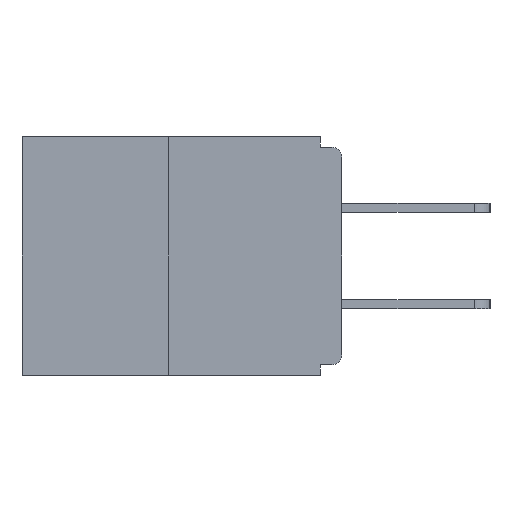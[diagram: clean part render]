
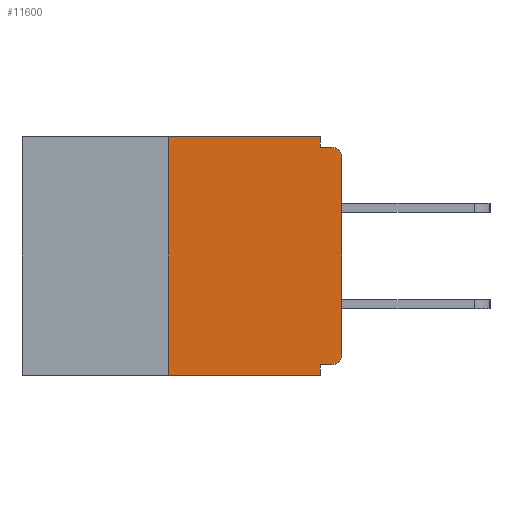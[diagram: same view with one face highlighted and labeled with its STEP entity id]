
A CAD part, left-side view. The second image highlights one B-rep face of the part: STEP entity #11600.
In plain terms, the highlighted planar face has unit normal (-1, 0, 0).
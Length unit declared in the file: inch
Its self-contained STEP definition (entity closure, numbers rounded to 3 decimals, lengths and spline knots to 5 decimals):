
#159 = CARTESIAN_POINT ( 'NONE',  ( 0., 0., -0.328 ) ) ;
#340 = DIRECTION ( 'NONE',  ( 0., 0., -1. ) ) ;
#376 = VERTEX_POINT ( 'NONE', #8209 ) ;
#525 = AXIS2_PLACEMENT_3D ( 'NONE', #5926, #7007, #6964 ) ;
#615 = CARTESIAN_POINT ( 'NONE',  ( 0., 0.015, -0.015 ) ) ;
#710 = EDGE_CURVE ( 'NONE', #3947, #11737, #10926, .T. ) ;
#772 = DIRECTION ( 'NONE',  ( 1., 0., 0. ) ) ;
#798 = VECTOR ( 'NONE', #6656, 39.37008 ) ;
#803 = VECTOR ( 'NONE', #8230, 39.37008 ) ;
#1024 = CARTESIAN_POINT ( 'NONE',  ( 0., 0.25, 0. ) ) ;
#1118 = VERTEX_POINT ( 'NONE', #12622 ) ;
#1303 = ORIENTED_EDGE ( 'NONE', *, *, #10334, .F. ) ;
#1327 = VERTEX_POINT ( 'NONE', #9154 ) ;
#1361 = LINE ( 'NONE', #159, #9199 ) ;
#1726 = CARTESIAN_POINT ( 'NONE',  ( 0., 0.46, 0. ) ) ;
#1867 = VECTOR ( 'NONE', #8019, 39.37008 ) ;
#2099 = EDGE_CURVE ( 'NONE', #376, #5663, #7611, .T. ) ;
#2138 = ORIENTED_EDGE ( 'NONE', *, *, #11500, .T. ) ;
#2159 = CARTESIAN_POINT ( 'NONE',  ( 0., 0.25, -0.343 ) ) ;
#2244 = CARTESIAN_POINT ( 'NONE',  ( 0., 0.015, -0.328 ) ) ;
#2375 = AXIS2_PLACEMENT_3D ( 'NONE', #1726, #772, #5796 ) ;
#2376 = VERTEX_POINT ( 'NONE', #615 ) ;
#2692 = CARTESIAN_POINT ( 'NONE',  ( 0., 0., -0.015 ) ) ;
#3444 = CARTESIAN_POINT ( 'NONE',  ( 0., 0.031, 0. ) ) ;
#3466 = AXIS2_PLACEMENT_3D ( 'NONE', #4076, #11050, #5078 ) ;
#3477 = LINE ( 'NONE', #5131, #803 ) ;
#3569 = EDGE_CURVE ( 'NONE', #4215, #1118, #9771, .T. ) ;
#3594 = LINE ( 'NONE', #11496, #8275 ) ;
#3828 = PLANE ( 'NONE',  #2375 ) ;
#3947 = VERTEX_POINT ( 'NONE', #2159 ) ;
#4076 = CARTESIAN_POINT ( 'NONE',  ( 0., 0.015, -0.313 ) ) ;
#4105 = CIRCLE ( 'NONE', #525, 0.015 ) ;
#4215 = VERTEX_POINT ( 'NONE', #11610 ) ;
#4250 = ORIENTED_EDGE ( 'NONE', *, *, #710, .F. ) ;
#4406 = DIRECTION ( 'NONE',  ( 0., 0., -1. ) ) ;
#4613 = ORIENTED_EDGE ( 'NONE', *, *, #5153, .F. ) ;
#5078 = DIRECTION ( 'NONE',  ( 0., 0., -1. ) ) ;
#5108 = ORIENTED_EDGE ( 'NONE', *, *, #11347, .F. ) ;
#5131 = CARTESIAN_POINT ( 'NONE',  ( 0., 0.46, 0. ) ) ;
#5153 = EDGE_CURVE ( 'NONE', #11737, #4215, #3477, .T. ) ;
#5190 = EDGE_LOOP ( 'NONE', ( #4613, #4250, #2138, #5108, #6168, #8664, #6322, #7616, #1303, #10596 ) ) ;
#5663 = VERTEX_POINT ( 'NONE', #7291 ) ;
#5796 = DIRECTION ( 'NONE',  ( 0., 0., -1. ) ) ;
#5926 = CARTESIAN_POINT ( 'NONE',  ( 0., 0.015, -0.03 ) ) ;
#6168 = ORIENTED_EDGE ( 'NONE', *, *, #6243, .F. ) ;
#6243 = EDGE_CURVE ( 'NONE', #6312, #7428, #1361, .T. ) ;
#6312 = VERTEX_POINT ( 'NONE', #2244 ) ;
#6322 = ORIENTED_EDGE ( 'NONE', *, *, #2099, .T. ) ;
#6418 = DIRECTION ( 'NONE',  ( 0., -1., 0. ) ) ;
#6554 = LINE ( 'NONE', #10380, #12626 ) ;
#6656 = DIRECTION ( 'NONE',  ( 0., -1., 0. ) ) ;
#6660 = EDGE_CURVE ( 'NONE', #6312, #376, #11640, .T. ) ;
#6784 = VECTOR ( 'NONE', #4406, 39.37008 ) ;
#6964 = DIRECTION ( 'NONE',  ( 0., 0., -1. ) ) ;
#7007 = DIRECTION ( 'NONE',  ( -1., 0., 0. ) ) ;
#7203 = LINE ( 'NONE', #2692, #798 ) ;
#7291 = CARTESIAN_POINT ( 'NONE',  ( 0., 0., -0.03 ) ) ;
#7428 = VERTEX_POINT ( 'NONE', #9742 ) ;
#7611 = LINE ( 'NONE', #9138, #9198 ) ;
#7616 = ORIENTED_EDGE ( 'NONE', *, *, #9937, .T. ) ;
#8019 = DIRECTION ( 'NONE',  ( 0., 0., 1. ) ) ;
#8209 = CARTESIAN_POINT ( 'NONE',  ( 0., 0., -0.313 ) ) ;
#8230 = DIRECTION ( 'NONE',  ( 0., -1., 0. ) ) ;
#8275 = VECTOR ( 'NONE', #6418, 39.37008 ) ;
#8302 = DIRECTION ( 'NONE',  ( 0., 0., 1. ) ) ;
#8664 = ORIENTED_EDGE ( 'NONE', *, *, #6660, .T. ) ;
#9138 = CARTESIAN_POINT ( 'NONE',  ( 0., 0., 0. ) ) ;
#9154 = CARTESIAN_POINT ( 'NONE',  ( 0., 0.031, -0.343 ) ) ;
#9198 = VECTOR ( 'NONE', #8302, 39.37008 ) ;
#9199 = VECTOR ( 'NONE', #11103, 39.37008 ) ;
#9389 = FACE_OUTER_BOUND ( 'NONE', #5190, .T. ) ;
#9742 = CARTESIAN_POINT ( 'NONE',  ( 0., 0.031, -0.328 ) ) ;
#9771 = LINE ( 'NONE', #3444, #6784 ) ;
#9937 = EDGE_CURVE ( 'NONE', #5663, #2376, #4105, .T. ) ;
#10334 = EDGE_CURVE ( 'NONE', #1118, #2376, #7203, .T. ) ;
#10380 = CARTESIAN_POINT ( 'NONE',  ( 0., 0.031, -0.343 ) ) ;
#10596 = ORIENTED_EDGE ( 'NONE', *, *, #3569, .F. ) ;
#10926 = LINE ( 'NONE', #1024, #1867 ) ;
#11050 = DIRECTION ( 'NONE',  ( -1., 0., 0. ) ) ;
#11103 = DIRECTION ( 'NONE',  ( 0., 1., 0. ) ) ;
#11347 = EDGE_CURVE ( 'NONE', #7428, #1327, #6554, .T. ) ;
#11496 = CARTESIAN_POINT ( 'NONE',  ( 0., 0.46, -0.343 ) ) ;
#11500 = EDGE_CURVE ( 'NONE', #3947, #1327, #3594, .T. ) ;
#11600 = ADVANCED_FACE ( 'NONE', ( #9389 ), #3828, .F. ) ;
#11610 = CARTESIAN_POINT ( 'NONE',  ( 0., 0.031, 0. ) ) ;
#11640 = CIRCLE ( 'NONE', #3466, 0.015 ) ;
#11737 = VERTEX_POINT ( 'NONE', #11956 ) ;
#11956 = CARTESIAN_POINT ( 'NONE',  ( 0., 0.25, 0. ) ) ;
#12622 = CARTESIAN_POINT ( 'NONE',  ( 0., 0.031, -0.015 ) ) ;
#12626 = VECTOR ( 'NONE', #340, 39.37008 ) ;
